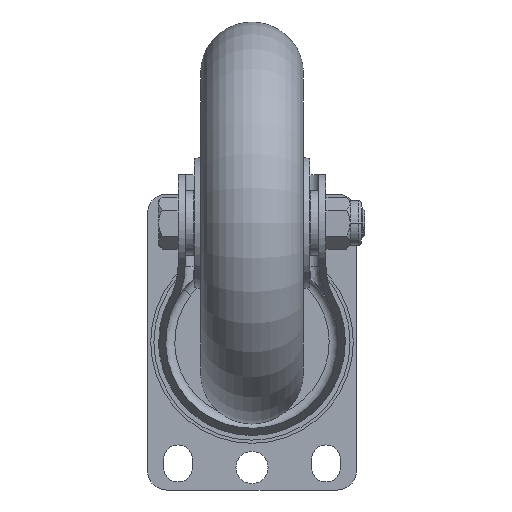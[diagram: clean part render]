
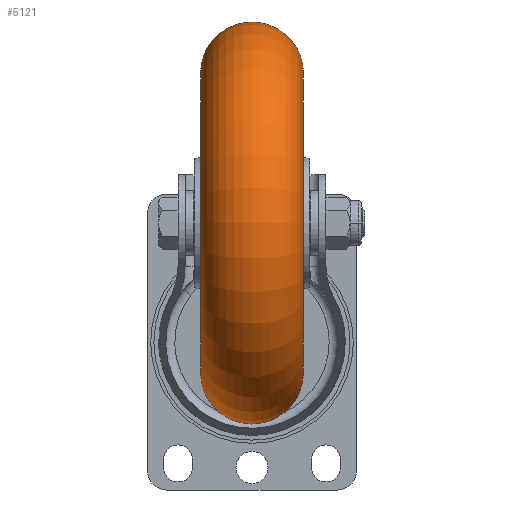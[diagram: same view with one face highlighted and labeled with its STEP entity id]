
A CAD part, front view. The second image highlights one B-rep face of the part: STEP entity #5121.
In plain terms, the highlighted toroidal (fillet/blend) face has major radius 46.5 mm and minor radius 16 mm.
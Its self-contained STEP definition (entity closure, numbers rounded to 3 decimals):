
#1912=CARTESIAN_POINT('',(-16.,0.,0.));
#1913=DIRECTION('',(-1.,0.,0.));
#1914=DIRECTION('',(0.,0.,-1.));
#1915=AXIS2_PLACEMENT_3D('',#1912,#1913,#1914);
#1927=CARTESIAN_POINT('',(0.,0.,-46.5));
#1928=DIRECTION('',(0.,1.,0.));
#1929=DIRECTION('',(1.,0.,0.));
#1930=AXIS2_PLACEMENT_3D('',#1927,#1928,#1929);
#1937=CARTESIAN_POINT('',(0.,0.,46.5));
#1938=DIRECTION('',(0.,-1.,0.));
#1939=DIRECTION('',(1.,0.,0.));
#1940=AXIS2_PLACEMENT_3D('',#1937,#1938,#1939);
#1942=CARTESIAN_POINT('',(16.,0.,0.));
#1943=DIRECTION('',(-1.,0.,0.));
#1944=DIRECTION('',(0.,0.,-1.));
#1945=AXIS2_PLACEMENT_3D('',#1942,#1943,#1944);
#2526=CARTESIAN_POINT('',(16.,0.,-46.5));
#2527=CARTESIAN_POINT('',(-16.,0.,-46.5));
#2528=VERTEX_POINT('',#2526);
#2529=VERTEX_POINT('',#2527);
#2530=CARTESIAN_POINT('',(16.,0.,46.5));
#2531=CARTESIAN_POINT('',(-16.,0.,46.5));
#2532=VERTEX_POINT('',#2530);
#2533=VERTEX_POINT('',#2531);
#5109=CARTESIAN_POINT('',(0.,0.,0.));
#5110=DIRECTION('',(-1.,0.,0.));
#5111=DIRECTION('',(0.,0.,-1.));
#5112=AXIS2_PLACEMENT_3D('',#5109,#5110,#5111);
#5113=TOROIDAL_SURFACE('',#5112,46.5,16.);
#5114=ORIENTED_EDGE('',*,*,#5099,.T.);
#5115=ORIENTED_EDGE('',*,*,#5085,.T.);
#5116=ORIENTED_EDGE('',*,*,#5103,.F.);
#5118=ORIENTED_EDGE('',*,*,#5117,.F.);
#5119=EDGE_LOOP('',(#5114,#5115,#5116,#5118));
#5120=FACE_OUTER_BOUND('',#5119,.F.);
#5121=ADVANCED_FACE('',(#5120),#5113,.T.);
#1916=CIRCLE('',#1915,46.5);
#1931=CIRCLE('',#1930,16.);
#1941=CIRCLE('',#1940,16.);
#1946=CIRCLE('',#1945,46.5);
#5085=EDGE_CURVE('',#2529,#2533,#1916,.T.);
#5099=EDGE_CURVE('',#2528,#2529,#1931,.T.);
#5103=EDGE_CURVE('',#2532,#2533,#1941,.T.);
#5117=EDGE_CURVE('',#2528,#2532,#1946,.T.);
